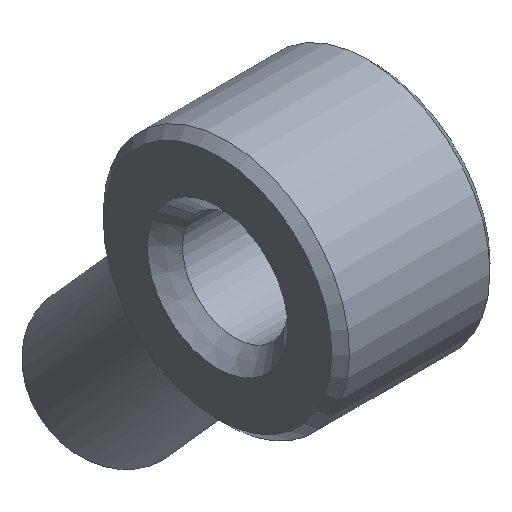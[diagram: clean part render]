
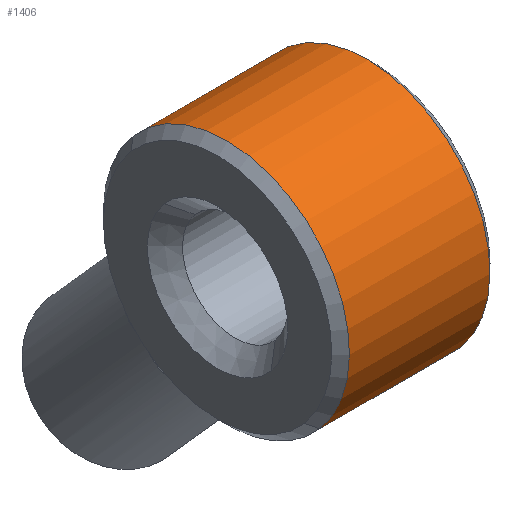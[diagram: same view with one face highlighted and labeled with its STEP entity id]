
A CAD part, isometric view. The second image highlights one B-rep face of the part: STEP entity #1406.
In plain terms, the highlighted cylindrical face has radius 44.45 mm (diameter 88.9 mm), a partial arc.
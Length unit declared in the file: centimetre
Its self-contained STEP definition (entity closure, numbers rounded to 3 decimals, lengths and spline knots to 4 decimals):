
#73 = CYLINDRICAL_SURFACE ( 'NONE', #1500, 4.445 ) ;
#115 = EDGE_LOOP ( 'NONE', ( #245, #233, #472, #833 ) ) ;
#124 = CARTESIAN_POINT ( 'NONE',  ( -2.54, 134.7431, 90.011 ) ) ;
#169 = EDGE_CURVE ( 'NONE', #1375, #1208, #1558, .T. ) ;
#233 = ORIENTED_EDGE ( 'NONE', *, *, #1127, .T. ) ;
#242 = CARTESIAN_POINT ( 'NONE',  ( 2.54, 134.7431, 85.566 ) ) ;
#245 = ORIENTED_EDGE ( 'NONE', *, *, #169, .T. ) ;
#302 = EDGE_CURVE ( 'NONE', #1375, #1319, #641, .T. ) ;
#329 = DIRECTION ( 'NONE',  ( 1., 0., 0. ) ) ;
#363 = CARTESIAN_POINT ( 'NONE',  ( -2.8575, 134.7431, 90.011 ) ) ;
#472 = ORIENTED_EDGE ( 'NONE', *, *, #1635, .T. ) ;
#473 = CARTESIAN_POINT ( 'NONE',  ( -2.8575, 134.7431, 81.121 ) ) ;
#504 = VECTOR ( 'NONE', #329, 100. ) ;
#603 = CARTESIAN_POINT ( 'NONE',  ( -2.8575, 134.7431, 85.566 ) ) ;
#641 = LINE ( 'NONE', #473, #504 ) ;
#793 = AXIS2_PLACEMENT_3D ( 'NONE', #242, #1451, #923 ) ;
#818 = AXIS2_PLACEMENT_3D ( 'NONE', #1033, #1525, #856 ) ;
#833 = ORIENTED_EDGE ( 'NONE', *, *, #302, .F. ) ;
#856 = DIRECTION ( 'NONE',  ( 0., 0., -1. ) ) ;
#911 = CARTESIAN_POINT ( 'NONE',  ( 2.54, 134.7431, 90.011 ) ) ;
#923 = DIRECTION ( 'NONE',  ( 0., 0., -1. ) ) ;
#981 = CARTESIAN_POINT ( 'NONE',  ( 2.54, 134.7431, 81.121 ) ) ;
#1033 = CARTESIAN_POINT ( 'NONE',  ( -2.54, 134.7431, 85.566 ) ) ;
#1091 = CIRCLE ( 'NONE', #793, 4.445 ) ;
#1127 = EDGE_CURVE ( 'NONE', #1208, #1133, #1557, .T. ) ;
#1129 = DIRECTION ( 'NONE',  ( 1., 0., 0. ) ) ;
#1133 = VERTEX_POINT ( 'NONE', #911 ) ;
#1167 = DIRECTION ( 'NONE',  ( 1., 0., 0. ) ) ;
#1208 = VERTEX_POINT ( 'NONE', #124 ) ;
#1319 = VERTEX_POINT ( 'NONE', #981 ) ;
#1375 = VERTEX_POINT ( 'NONE', #1418 ) ;
#1397 = VECTOR ( 'NONE', #1167, 100. ) ;
#1406 = ADVANCED_FACE ( 'NONE', ( #1703 ), #73, .T. ) ;
#1418 = CARTESIAN_POINT ( 'NONE',  ( -2.54, 134.7431, 81.121 ) ) ;
#1451 = DIRECTION ( 'NONE',  ( -1., 0., 0. ) ) ;
#1500 = AXIS2_PLACEMENT_3D ( 'NONE', #603, #1129, #1662 ) ;
#1525 = DIRECTION ( 'NONE',  ( 1., 0., 0. ) ) ;
#1557 = LINE ( 'NONE', #363, #1397 ) ;
#1558 = CIRCLE ( 'NONE', #818, 4.445 ) ;
#1635 = EDGE_CURVE ( 'NONE', #1133, #1319, #1091, .T. ) ;
#1662 = DIRECTION ( 'NONE',  ( 0., 0., -1. ) ) ;
#1703 = FACE_OUTER_BOUND ( 'NONE', #115, .T. ) ;
